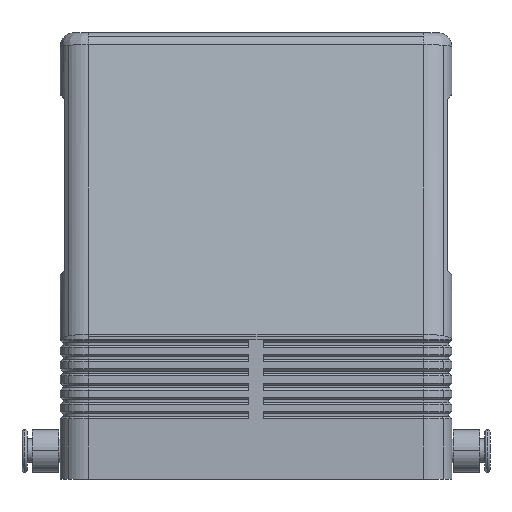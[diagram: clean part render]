
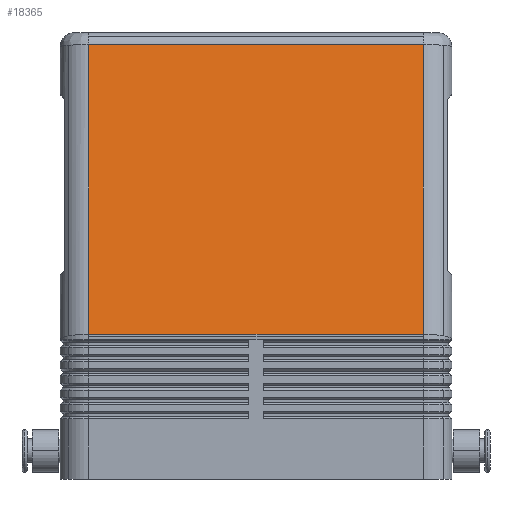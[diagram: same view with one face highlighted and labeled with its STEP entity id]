
A CAD part, left-side view. The second image highlights one B-rep face of the part: STEP entity #18365.
In plain terms, the highlighted planar face has unit normal (-0.986, 0, 0.166).
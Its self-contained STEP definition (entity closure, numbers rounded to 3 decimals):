
#633=CARTESIAN_POINT('',(-46.667,-35.25,30.493));
#634=VERTEX_POINT('',#633);
#642=CARTESIAN_POINT('',(-46.667,35.25,30.493));
#643=VERTEX_POINT('',#642);
#644=CARTESIAN_POINT('',(-46.667,-35.25,30.493));
#645=DIRECTION('',(0.0,1.0,0.0));
#646=VECTOR('',#645,70.5);
#647=LINE('',#644,#646);
#648=EDGE_CURVE('',#634,#643,#647,.T.);
#9899=CARTESIAN_POINT('',(-36.42,-35.25,91.497));
#9900=VERTEX_POINT('',#9899);
#9908=CARTESIAN_POINT('',(-36.42,-35.25,91.497));
#9909=DIRECTION('',(-0.166,0.0,-0.986));
#9910=VECTOR('',#9909,61.858);
#9911=LINE('',#9908,#9910);
#9912=EDGE_CURVE('',#9900,#634,#9911,.T.);
#17940=CARTESIAN_POINT('',(-36.42,35.25,91.497));
#17941=VERTEX_POINT('',#17940);
#17949=CARTESIAN_POINT('',(-36.42,35.25,91.497));
#17950=DIRECTION('',(0.0,-1.0,0.0));
#17951=VECTOR('',#17950,70.5);
#17952=LINE('',#17949,#17951);
#17953=EDGE_CURVE('',#17941,#9900,#17952,.T.);
#18332=CARTESIAN_POINT('',(-46.667,35.25,30.493));
#18333=DIRECTION('',(0.166,0.0,0.986));
#18334=VECTOR('',#18333,61.858);
#18335=LINE('',#18332,#18334);
#18336=EDGE_CURVE('',#643,#17941,#18335,.T.);
#18354=CARTESIAN_POINT('',(-36.0,0.0,94.0));
#18355=DIRECTION('',(-0.986,0.0,0.166));
#18356=DIRECTION('',(0.166,0.0,0.986));
#18357=AXIS2_PLACEMENT_3D('',#18354,#18355,#18356);
#18358=PLANE('',#18357);
#18359=ORIENTED_EDGE('',*,*,#17953,.F.);
#18360=ORIENTED_EDGE('',*,*,#18336,.F.);
#18361=ORIENTED_EDGE('',*,*,#648,.F.);
#18362=ORIENTED_EDGE('',*,*,#9912,.F.);
#18363=EDGE_LOOP('',(#18359,#18360,#18361,#18362));
#18364=FACE_OUTER_BOUND('',#18363,.T.);
#18365=ADVANCED_FACE('',(#18364),#18358,.T.);
